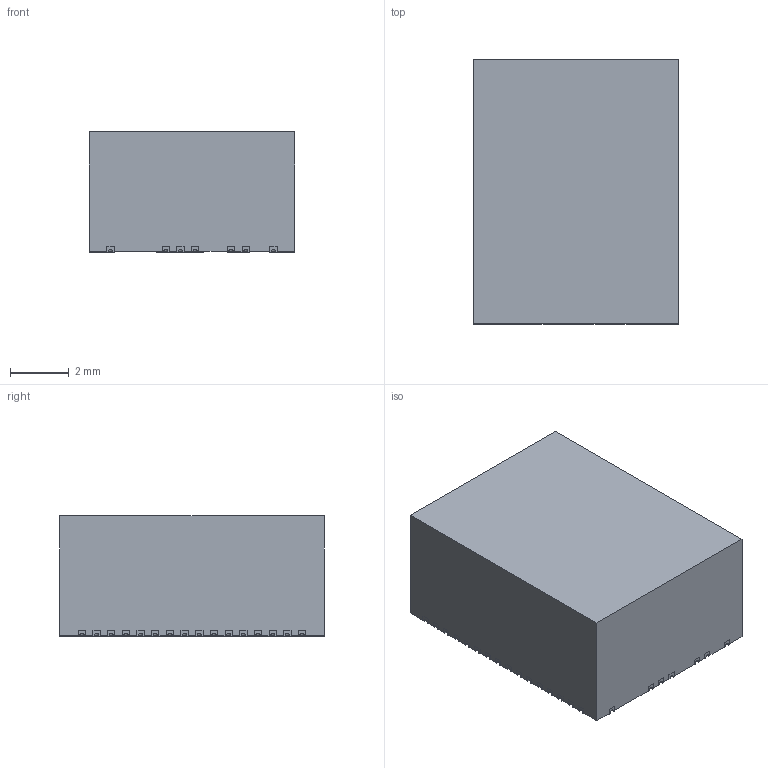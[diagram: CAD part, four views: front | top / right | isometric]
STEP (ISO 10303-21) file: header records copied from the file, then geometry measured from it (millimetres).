
FILE_DESCRIPTION((''),'2;1');
FILE_NAME('RLR0018A_ASM','2017-01-04T',('a0412086'),(''),'CREO PARAMETRIC BY PTC INC, 2016050','CREO PARAMETRIC BY PTC INC, 2016050','');
FILE_SCHEMA(('AUTOMOTIVE_DESIGN { 1 0 10303 214 1 1 1 1 }'));
Length unit declared in the file: millimetre
Products named in the file (4): BODY-QFN; FRAME_RLR0018A; PIN1-ID; RLR0018A_ASM
Assembly tree (3 placements, depth 2):
  RLR0018A_ASM
    BODY-QFN
    FRAME_RLR0018A
    PIN1-ID
Bounding box: 7 x 9 x 4.1 mm (x, y, z)
Volume: 257.1 mm3; surface area: 322 mm2
Topology: 19 solids, 19 shells, 714 faces, 2028 edges, 1306 vertices
Faces by surface type: plane 520, cylinder 148, sphere 46
Entity records: 31070 total; most frequent: CARTESIAN_POINT 4016, ORIENTED_EDGE 3964, DIRECTION 3766, PRESENTATION_STYLE_ASSIGNMENT 2249, STYLED_ITEM 2001, CURVE_STYLE 1982, EDGE_CURVE 1982, VECTOR 1640
